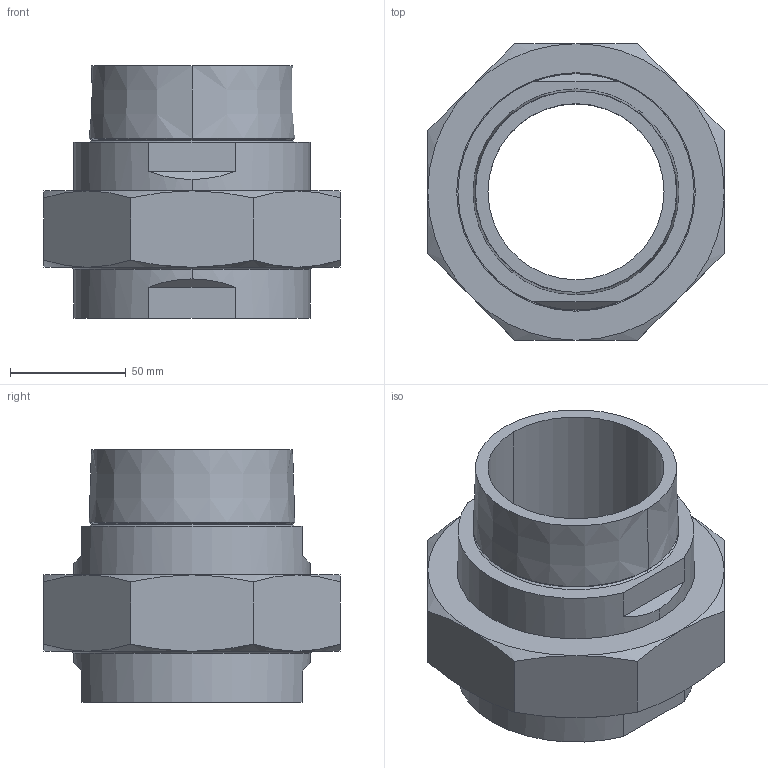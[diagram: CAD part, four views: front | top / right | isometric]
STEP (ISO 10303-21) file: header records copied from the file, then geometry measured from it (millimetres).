
FILE_DESCRIPTION (( 'STEP AP203' ), '1' );
FILE_NAME ('11-2131-11_outokumpu.step', '2015-08-07T11:17:59', ( '' ), ( '' ), 'SwSTEP 2.0', 'SolidWorks 2008', '' );
FILE_SCHEMA (( 'CONFIG_CONTROL_DESIGN' ));
Length unit declared in the file: millimetre
Products named in the file (4): 11-2131-11_outokumpu; nut-13-222-070_outokumpu_nut-13-222-070_outokumpu; case-13-555-105_outokumpu_case-13-555-105_outokumpu; nipple-13-444-011_outokumpu_nipple-13-444-011_outokumpu
Assembly tree (3 placements, depth 2):
  11-2131-11_outokumpu
    nut-13-222-070_outokumpu_nut-13-222-070_outokumpu
    nipple-13-444-011_outokumpu_nipple-13-444-011_outokumpu
    case-13-555-105_outokumpu_case-13-555-105_outokumpu
Bounding box: 128 x 128 x 109 mm (x, y, z)
Volume: 426692.7 mm3; surface area: 115066.6 mm2
Topology: 3 solids, 3 shells, 77 faces, 168 edges, 102 vertices
Faces by surface type: cone 30, plane 27, cylinder 16, torus 4
Entity records: 2682 total; most frequent: CARTESIAN_POINT 601, DIRECTION 368, ORIENTED_EDGE 336, EDGE_CURVE 168, AXIS2_PLACEMENT_3D 157, VERTEX_POINT 102, EDGE_LOOP 88, ADVANCED_FACE 77
